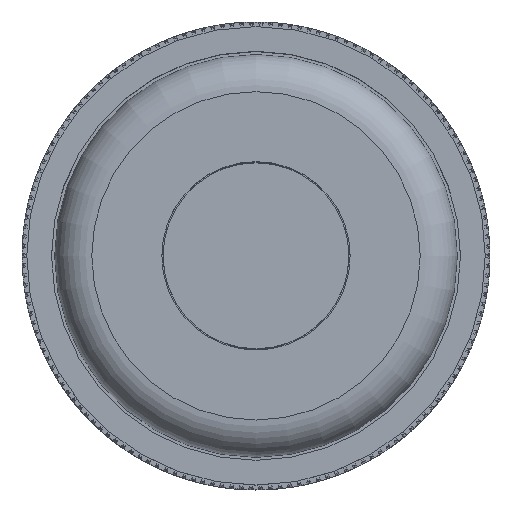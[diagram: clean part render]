
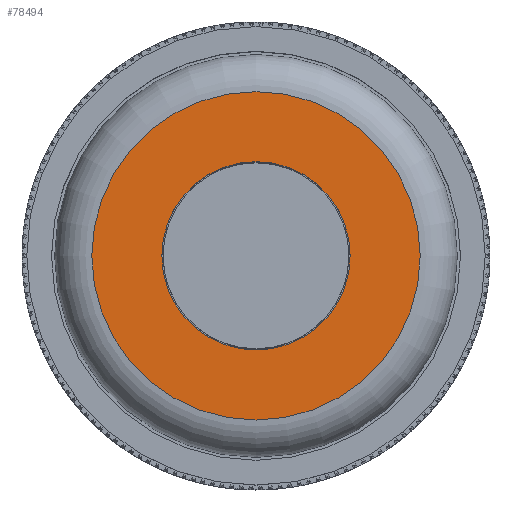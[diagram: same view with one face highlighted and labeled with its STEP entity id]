
A CAD part, top view. The second image highlights one B-rep face of the part: STEP entity #78494.
In plain terms, the highlighted face is planar.
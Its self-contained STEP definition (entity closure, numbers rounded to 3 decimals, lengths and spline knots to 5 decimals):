
#4245=FACE_BOUND('',#14546,.T.);
#6962=PLANE('',#86862);
#10746=FACE_OUTER_BOUND('',#14545,.T.);
#14545=EDGE_LOOP('',(#69856));
#14546=EDGE_LOOP('',(#69857));
#28415=CIRCLE('',#86859,0.265);
#28417=CIRCLE('',#86863,0.152);
#35951=VERTEX_POINT('',#132908);
#35953=VERTEX_POINT('',#132916);
#47252=EDGE_CURVE('',#35951,#35951,#28415,.T.);
#47255=EDGE_CURVE('',#35953,#35953,#28417,.T.);
#69856=ORIENTED_EDGE('',*,*,#47252,.F.);
#69857=ORIENTED_EDGE('',*,*,#47255,.F.);
#78494=ADVANCED_FACE('',(#10746,#4245),#6962,.F.);
#86859=AXIS2_PLACEMENT_3D('',#132910,#110269,#110270);
#86862=AXIS2_PLACEMENT_3D('',#132915,#110276,#110277);
#86863=AXIS2_PLACEMENT_3D('',#132917,#110278,#110279);
#110269=DIRECTION('center_axis',(0.,0.,1.));
#110270=DIRECTION('ref_axis',(-1.,0.,0.));
#110276=DIRECTION('center_axis',(0.,0.,1.));
#110277=DIRECTION('ref_axis',(1.,0.,0.));
#110278=DIRECTION('center_axis',(0.,0.,-1.));
#110279=DIRECTION('ref_axis',(-1.,0.,0.));
#132908=CARTESIAN_POINT('',(-0.265,0.,0.));
#132910=CARTESIAN_POINT('Origin',(0.,0.,0.));
#132915=CARTESIAN_POINT('Origin',(0.,0.,0.));
#132916=CARTESIAN_POINT('',(0.152,0.,0.));
#132917=CARTESIAN_POINT('Origin',(0.,0.,0.));
